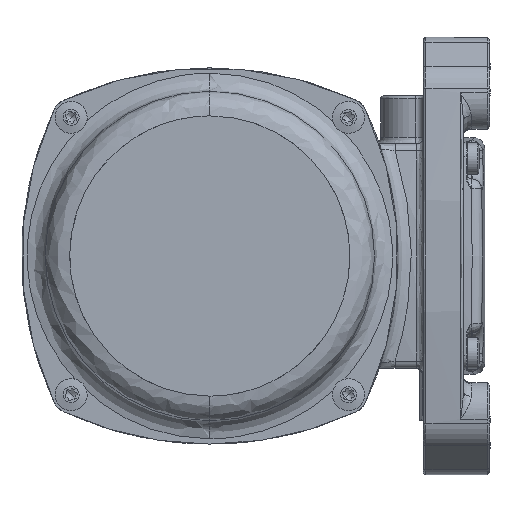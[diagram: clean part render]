
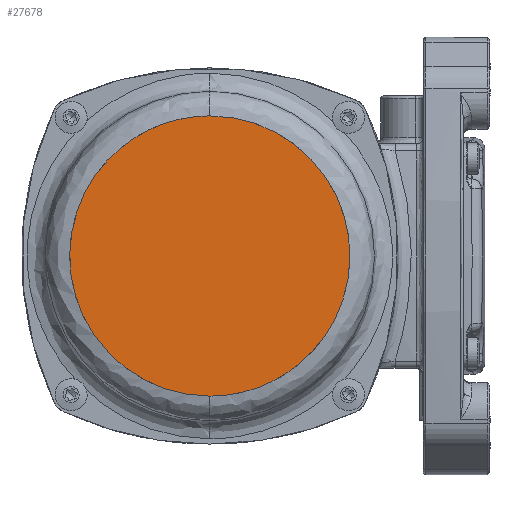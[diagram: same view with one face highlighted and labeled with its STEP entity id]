
A CAD part, left-side view. The second image highlights one B-rep face of the part: STEP entity #27678.
In plain terms, the highlighted planar face has unit normal (-1, 0, 0).
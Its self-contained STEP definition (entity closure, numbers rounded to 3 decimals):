
#1626 = CARTESIAN_POINT ( 'NONE',  ( -147.5, 0., -52.5 ) ) ;
#11877 = CARTESIAN_POINT ( 'NONE',  ( -147.5, -105., -52.5 ) ) ;
#21614 = ORIENTED_EDGE ( 'NONE', *, *, #27203, .F. ) ;
#23034 = CARTESIAN_POINT ( 'NONE',  ( -147.5, 0., 52.5 ) ) ;
#24292 = CARTESIAN_POINT ( 'NONE',  ( -147.5, 105., 52.5 ) ) ;
#24946 = VERTEX_POINT ( 'NONE', #49980 ) ;
#27203 = EDGE_CURVE ( 'NONE', #24946, #110768, #145618, .T. ) ;
#27678 = ADVANCED_FACE ( 'NONE', ( #66298 ), #74845, .F. ) ;
#45778 = EDGE_CURVE ( 'NONE', #110768, #24946, #60559, .T. ) ;
#49980 = CARTESIAN_POINT ( 'NONE',  ( -147.5, 0., 52.5 ) ) ;
#51681 = DIRECTION ( 'NONE',  ( 1., 0., 0. ) ) ;
#53187 = CARTESIAN_POINT ( 'NONE',  ( -147.5, 0., 61.7 ) ) ;
#53673 = DIRECTION ( 'NONE',  ( 0., 0., -1. ) ) ;
#60559 =( BOUNDED_CURVE ( )  B_SPLINE_CURVE ( 3, ( #1626, #69170, #24292, #115399 ),
 .UNSPECIFIED., .F., .F. ) 
 B_SPLINE_CURVE_WITH_KNOTS ( ( 4, 4 ),
 ( 0., 1. ),
 .UNSPECIFIED. ) 
 CURVE ( )  GEOMETRIC_REPRESENTATION_ITEM ( )  RATIONAL_B_SPLINE_CURVE ( ( 1., 0.333, 0.333, 1. ) ) 
 REPRESENTATION_ITEM ( '' )  );
#66298 = FACE_OUTER_BOUND ( 'NONE', #114454, .T. ) ;
#69170 = CARTESIAN_POINT ( 'NONE',  ( -147.5, 105., -52.5 ) ) ;
#74845 = PLANE ( 'NONE',  #100165 ) ;
#92448 = CARTESIAN_POINT ( 'NONE',  ( -147.5, 0., -52.5 ) ) ;
#100165 = AXIS2_PLACEMENT_3D ( 'NONE', #53187, #51681, #53673 ) ;
#108642 = CARTESIAN_POINT ( 'NONE',  ( -147.5, 0., -52.5 ) ) ;
#110768 = VERTEX_POINT ( 'NONE', #108642 ) ;
#114454 = EDGE_LOOP ( 'NONE', ( #128200, #21614 ) ) ;
#115399 = CARTESIAN_POINT ( 'NONE',  ( -147.5, 0., 52.5 ) ) ;
#126680 = CARTESIAN_POINT ( 'NONE',  ( -147.5, -105., 52.5 ) ) ;
#128200 = ORIENTED_EDGE ( 'NONE', *, *, #45778, .F. ) ;
#145618 =( BOUNDED_CURVE ( )  B_SPLINE_CURVE ( 3, ( #23034, #126680, #11877, #92448 ),
 .UNSPECIFIED., .F., .F. ) 
 B_SPLINE_CURVE_WITH_KNOTS ( ( 4, 4 ),
 ( 0., 1. ),
 .UNSPECIFIED. ) 
 CURVE ( )  GEOMETRIC_REPRESENTATION_ITEM ( )  RATIONAL_B_SPLINE_CURVE ( ( 1., 0.333, 0.333, 1. ) ) 
 REPRESENTATION_ITEM ( '' )  );
